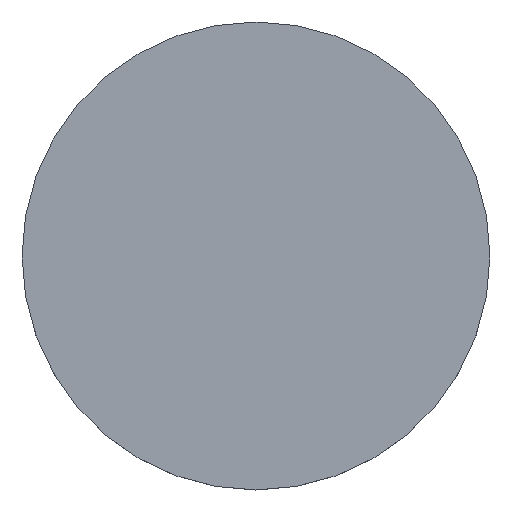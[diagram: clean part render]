
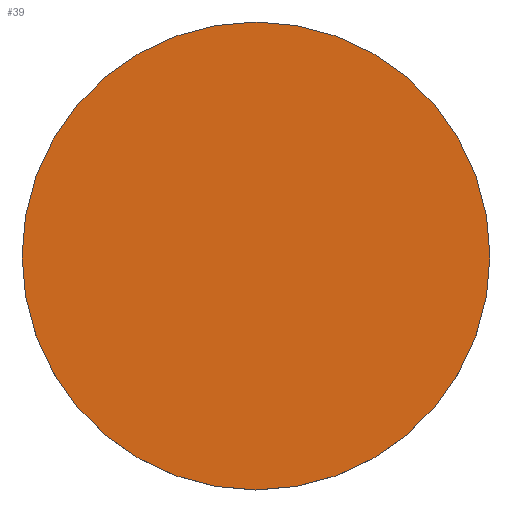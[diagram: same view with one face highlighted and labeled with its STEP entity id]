
A CAD part, top view. The second image highlights one B-rep face of the part: STEP entity #39.
In plain terms, the highlighted planar face has unit normal (0, 0, 1).
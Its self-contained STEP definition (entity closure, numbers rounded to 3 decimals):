
#37 = DIRECTION ( 'NONE',  ( 0., 0., 1. ) ) ;
#38 = EDGE_CURVE ( 'NONE', #171, #120, #186, .T. ) ;
#39 = ADVANCED_FACE ( 'NONE', ( #93 ), #157, .T. ) ;
#57 = DIRECTION ( 'NONE',  ( 0., 0., -1. ) ) ;
#58 = CARTESIAN_POINT ( 'NONE',  ( 0., 39.066, 4. ) ) ;
#59 = CARTESIAN_POINT ( 'NONE',  ( 0., 0., 4. ) ) ;
#64 = ORIENTED_EDGE ( 'NONE', *, *, #38, .F. ) ;
#75 = DIRECTION ( 'NONE',  ( 0., 0., -1. ) ) ;
#88 = DIRECTION ( 'NONE',  ( 1., 0., 0. ) ) ;
#90 = CARTESIAN_POINT ( 'NONE',  ( 0., 0., 4. ) ) ;
#93 = FACE_OUTER_BOUND ( 'NONE', #235, .T. ) ;
#100 = EDGE_CURVE ( 'NONE', #120, #171, #169, .T. ) ;
#120 = VERTEX_POINT ( 'NONE', #128 ) ;
#128 = CARTESIAN_POINT ( 'NONE',  ( 19.05, 0., 4. ) ) ;
#137 = AXIS2_PLACEMENT_3D ( 'NONE', #90, #57, #173 ) ;
#153 = AXIS2_PLACEMENT_3D ( 'NONE', #58, #37, #88 ) ;
#157 = PLANE ( 'NONE',  #153 ) ;
#159 = DIRECTION ( 'NONE',  ( 1., 0., 0. ) ) ;
#169 = CIRCLE ( 'NONE', #209, 19.05 ) ;
#171 = VERTEX_POINT ( 'NONE', #217 ) ;
#173 = DIRECTION ( 'NONE',  ( 1., 0., 0. ) ) ;
#186 = CIRCLE ( 'NONE', #137, 19.05 ) ;
#188 = ORIENTED_EDGE ( 'NONE', *, *, #100, .F. ) ;
#209 = AXIS2_PLACEMENT_3D ( 'NONE', #59, #75, #159 ) ;
#217 = CARTESIAN_POINT ( 'NONE',  ( -19.05, 0., 4. ) ) ;
#235 = EDGE_LOOP ( 'NONE', ( #188, #64 ) ) ;
